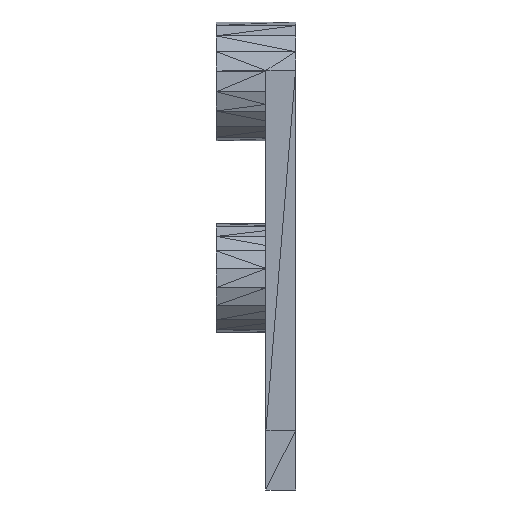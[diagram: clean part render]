
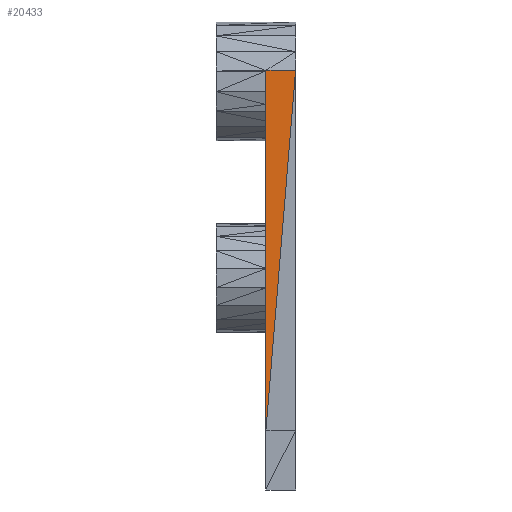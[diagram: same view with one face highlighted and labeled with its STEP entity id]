
A CAD part, left-side view. The second image highlights one B-rep face of the part: STEP entity #20433.
In plain terms, the highlighted planar face has unit normal (-1, 0, 0).
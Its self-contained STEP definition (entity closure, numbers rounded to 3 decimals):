
#20433 = ADVANCED_FACE('',(#20434),#20448,.T.);
#20434 = FACE_BOUND('',#20435,.T.);
#20435 = EDGE_LOOP('',(#20436,#20459,#20475));
#20436 = ORIENTED_EDGE('',*,*,#20437,.T.);
#20437 = EDGE_CURVE('',#20438,#20440,#20442,.T.);
#20438 = VERTEX_POINT('',#20439);
#20439 = CARTESIAN_POINT('',(-75.75,-60.,66.417));
#20440 = VERTEX_POINT('',#20441);
#20441 = CARTESIAN_POINT('',(-75.75,-57.,66.417));
#20442 = SURFACE_CURVE('',#20443,(#20447),.PCURVE_S1.);
#20443 = LINE('',#20444,#20445);
#20444 = CARTESIAN_POINT('',(-75.75,-60.,66.417));
#20445 = VECTOR('',#20446,1.);
#20446 = DIRECTION('',(0.,1.,0.));
#20447 = PCURVE('',#20448,#20453);
#20448 = PLANE('',#20449);
#20449 = AXIS2_PLACEMENT_3D('',#20450,#20451,#20452);
#20450 = CARTESIAN_POINT('',(-75.75,-57.781,48.928));
#20451 = DIRECTION('',(-1.,-0.,-0.));
#20452 = DIRECTION('',(0.,0.,-1.));
#20453 = DEFINITIONAL_REPRESENTATION('',(#20454),#20458);
#20454 = LINE('',#20455,#20456);
#20455 = CARTESIAN_POINT('',(-17.489,2.219));
#20456 = VECTOR('',#20457,1.);
#20457 = DIRECTION('',(0.,-1.));
#20458 = ( GEOMETRIC_REPRESENTATION_CONTEXT(2) 
PARAMETRIC_REPRESENTATION_CONTEXT() REPRESENTATION_CONTEXT('2D SPACE',''
  ) );
#20459 = ORIENTED_EDGE('',*,*,#20460,.F.);
#20460 = EDGE_CURVE('',#20461,#20440,#20463,.T.);
#20461 = VERTEX_POINT('',#20462);
#20462 = CARTESIAN_POINT('',(-75.75,-57.,30.));
#20463 = SURFACE_CURVE('',#20464,(#20468),.PCURVE_S1.);
#20464 = LINE('',#20465,#20466);
#20465 = CARTESIAN_POINT('',(-75.75,-57.,30.));
#20466 = VECTOR('',#20467,1.);
#20467 = DIRECTION('',(0.,0.,1.));
#20468 = PCURVE('',#20448,#20469);
#20469 = DEFINITIONAL_REPRESENTATION('',(#20470),#20474);
#20470 = LINE('',#20471,#20472);
#20471 = CARTESIAN_POINT('',(18.928,-0.781));
#20472 = VECTOR('',#20473,1.);
#20473 = DIRECTION('',(-1.,0.));
#20474 = ( GEOMETRIC_REPRESENTATION_CONTEXT(2) 
PARAMETRIC_REPRESENTATION_CONTEXT() REPRESENTATION_CONTEXT('2D SPACE',''
  ) );
#20475 = ORIENTED_EDGE('',*,*,#20476,.F.);
#20476 = EDGE_CURVE('',#20438,#20461,#20477,.T.);
#20477 = SURFACE_CURVE('',#20478,(#20482),.PCURVE_S1.);
#20478 = LINE('',#20479,#20480);
#20479 = CARTESIAN_POINT('',(-75.75,-60.,66.417));
#20480 = VECTOR('',#20481,1.);
#20481 = DIRECTION('',(0.,0.082,-0.997));
#20482 = PCURVE('',#20448,#20483);
#20483 = DEFINITIONAL_REPRESENTATION('',(#20484),#20488);
#20484 = LINE('',#20485,#20486);
#20485 = CARTESIAN_POINT('',(-17.489,2.219));
#20486 = VECTOR('',#20487,1.);
#20487 = DIRECTION('',(0.997,-0.082));
#20488 = ( GEOMETRIC_REPRESENTATION_CONTEXT(2) 
PARAMETRIC_REPRESENTATION_CONTEXT() REPRESENTATION_CONTEXT('2D SPACE',''
  ) );
